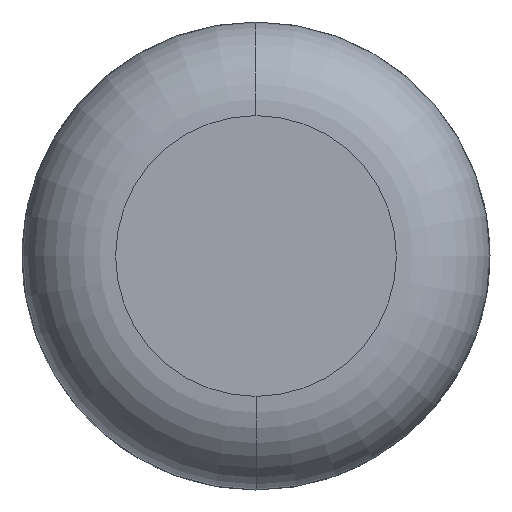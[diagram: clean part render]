
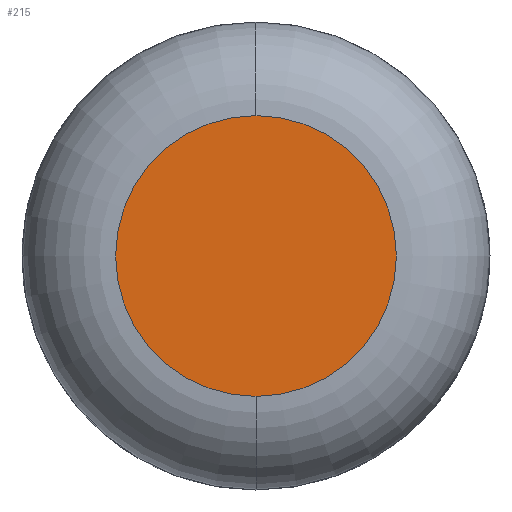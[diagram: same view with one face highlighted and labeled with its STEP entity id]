
A CAD part, front view. The second image highlights one B-rep face of the part: STEP entity #215.
In plain terms, the highlighted planar face has unit normal (0, -1, 0).
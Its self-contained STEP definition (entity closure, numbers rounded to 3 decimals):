
#4 = DIRECTION ( 'NONE',  ( 0., -1., 0. ) ) ;
#18 = DIRECTION ( 'NONE',  ( 0., -1., 0. ) ) ;
#52 = CARTESIAN_POINT ( 'NONE',  ( 0.061, 0., 1.439 ) ) ;
#55 = DIRECTION ( 'NONE',  ( 0., 1., 0. ) ) ;
#57 = VERTEX_POINT ( 'NONE', #52 ) ;
#60 = AXIS2_PLACEMENT_3D ( 'NONE', #61, #55, #280 ) ;
#61 = CARTESIAN_POINT ( 'NONE',  ( 0.061, 0., -0.061 ) ) ;
#63 = EDGE_CURVE ( 'NONE', #358, #57, #262, .T. ) ;
#69 = CARTESIAN_POINT ( 'NONE',  ( 0.061, 0., -1.561 ) ) ;
#88 = DIRECTION ( 'NONE',  ( 0., 0., 1. ) ) ;
#110 = FACE_OUTER_BOUND ( 'NONE', #218, .T. ) ;
#130 = CARTESIAN_POINT ( 'NONE',  ( 0.061, 0., -0.061 ) ) ;
#159 = DIRECTION ( 'NONE',  ( 0., 0., 1. ) ) ;
#178 = AXIS2_PLACEMENT_3D ( 'NONE', #352, #4, #88 ) ;
#185 = AXIS2_PLACEMENT_3D ( 'NONE', #130, #18, #159 ) ;
#197 = CIRCLE ( 'NONE', #178, 1.5 ) ;
#215 = ADVANCED_FACE ( 'NONE', ( #110 ), #285, .F. ) ;
#218 = EDGE_LOOP ( 'NONE', ( #260, #322 ) ) ;
#260 = ORIENTED_EDGE ( 'NONE', *, *, #270, .T. ) ;
#262 = CIRCLE ( 'NONE', #185, 1.5 ) ;
#270 = EDGE_CURVE ( 'NONE', #57, #358, #197, .T. ) ;
#280 = DIRECTION ( 'NONE',  ( 0., 0., 1. ) ) ;
#285 = PLANE ( 'NONE',  #60 ) ;
#322 = ORIENTED_EDGE ( 'NONE', *, *, #63, .T. ) ;
#352 = CARTESIAN_POINT ( 'NONE',  ( 0.061, 0., -0.061 ) ) ;
#358 = VERTEX_POINT ( 'NONE', #69 ) ;
